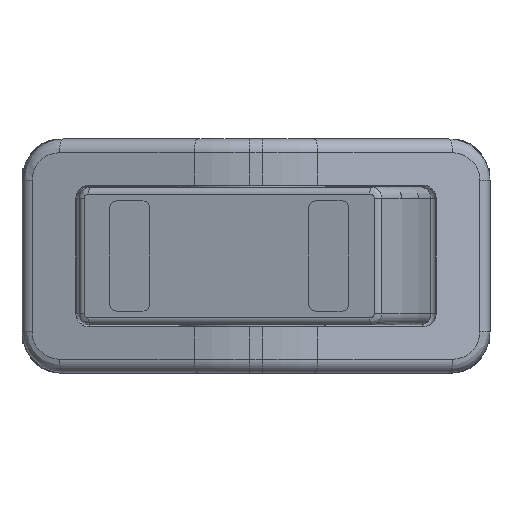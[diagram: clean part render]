
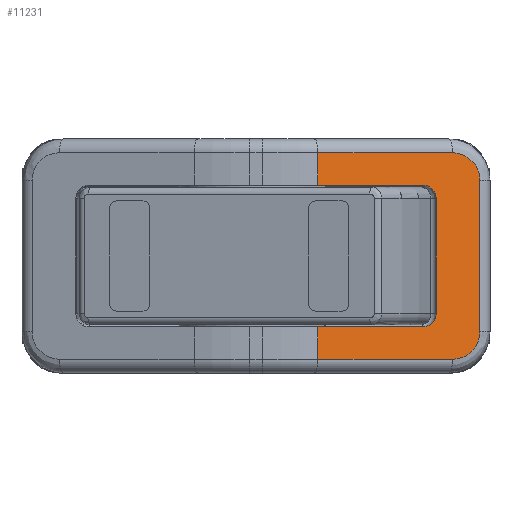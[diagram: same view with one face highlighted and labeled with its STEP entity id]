
A CAD part, front view. The second image highlights one B-rep face of the part: STEP entity #11231.
In plain terms, the highlighted planar face has unit normal (0.268, -0.963, 0).
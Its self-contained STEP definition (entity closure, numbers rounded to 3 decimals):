
#66=ELLIPSE('',#11965,2.076,2.);
#69=ELLIPSE('',#11972,2.076,2.);
#74=ELLIPSE('',#12012,1.038,1.);
#75=ELLIPSE('',#12013,1.038,1.);
#805=FACE_OUTER_BOUND('',#1422,.T.);
#1422=EDGE_LOOP('',(#8834,#8835,#8836,#8837,#8838,#8839,#8840,#8841,#8842,
#8843,#8844,#8845));
#1970=LINE('',#16049,#3322);
#1984=LINE('',#16091,#3336);
#2468=LINE('',#17241,#3820);
#2470=LINE('',#17277,#3822);
#2482=LINE('',#17394,#3834);
#2486=LINE('',#17401,#3838);
#2487=LINE('',#17403,#3839);
#2488=LINE('',#17407,#3840);
#3322=VECTOR('',#12948,10.);
#3336=VECTOR('',#12980,10.);
#3820=VECTOR('',#13926,10.);
#3822=VECTOR('',#13938,10.);
#3834=VECTOR('',#14016,10.);
#3838=VECTOR('',#14026,10.);
#3839=VECTOR('',#14029,10.);
#3840=VECTOR('',#14032,10.);
#4679=VERTEX_POINT('',#16046);
#4680=VERTEX_POINT('',#16048);
#4698=VERTEX_POINT('',#16088);
#4699=VERTEX_POINT('',#16090);
#5047=VERTEX_POINT('',#17229);
#5048=VERTEX_POINT('',#17231);
#5050=VERTEX_POINT('',#17237);
#5052=VERTEX_POINT('',#17267);
#5054=VERTEX_POINT('',#17273);
#5076=VERTEX_POINT('',#17387);
#5078=VERTEX_POINT('',#17404);
#5079=VERTEX_POINT('',#17406);
#5838=EDGE_CURVE('',#4680,#4679,#1970,.T.);
#5859=EDGE_CURVE('',#4699,#4698,#1984,.T.);
#6392=EDGE_CURVE('',#5047,#5048,#66,.T.);
#6397=EDGE_CURVE('',#5048,#5050,#2468,.T.);
#6400=EDGE_CURVE('',#5050,#5052,#69,.T.);
#6403=EDGE_CURVE('',#5052,#5054,#2470,.T.);
#6438=EDGE_CURVE('',#5076,#5047,#2482,.T.);
#6442=EDGE_CURVE('',#4698,#5054,#2486,.T.);
#6443=EDGE_CURVE('',#5076,#4680,#2487,.T.);
#6444=EDGE_CURVE('',#4679,#5078,#74,.T.);
#6445=EDGE_CURVE('',#5078,#5079,#2488,.T.);
#6446=EDGE_CURVE('',#5079,#4699,#75,.T.);
#8834=ORIENTED_EDGE('',*,*,#6403,.F.);
#8835=ORIENTED_EDGE('',*,*,#6400,.F.);
#8836=ORIENTED_EDGE('',*,*,#6397,.F.);
#8837=ORIENTED_EDGE('',*,*,#6392,.F.);
#8838=ORIENTED_EDGE('',*,*,#6438,.F.);
#8839=ORIENTED_EDGE('',*,*,#6443,.T.);
#8840=ORIENTED_EDGE('',*,*,#5838,.T.);
#8841=ORIENTED_EDGE('',*,*,#6444,.T.);
#8842=ORIENTED_EDGE('',*,*,#6445,.T.);
#8843=ORIENTED_EDGE('',*,*,#6446,.T.);
#8844=ORIENTED_EDGE('',*,*,#5859,.T.);
#8845=ORIENTED_EDGE('',*,*,#6442,.T.);
#10698=PLANE('',#12011);
#11231=ADVANCED_FACE('',(#805),#10698,.F.);
#11965=AXIS2_PLACEMENT_3D('',#17232,#13915,#13916);
#11972=AXIS2_PLACEMENT_3D('',#17271,#13931,#13932);
#12011=AXIS2_PLACEMENT_3D('',#17402,#14027,#14028);
#12012=AXIS2_PLACEMENT_3D('',#17405,#14030,#14031);
#12013=AXIS2_PLACEMENT_3D('',#17408,#14033,#14034);
#12948=DIRECTION('',(0.963,0.268,0.));
#12980=DIRECTION('',(-0.963,-0.268,0.));
#13915=DIRECTION('center_axis',(-0.268,0.963,0.));
#13916=DIRECTION('ref_axis',(0.963,0.268,0.));
#13926=DIRECTION('',(0.,0.,-1.));
#13931=DIRECTION('center_axis',(-0.268,0.963,0.));
#13932=DIRECTION('ref_axis',(0.963,0.268,0.));
#13938=DIRECTION('',(-0.963,-0.268,0.));
#14016=DIRECTION('',(0.963,0.268,0.));
#14026=DIRECTION('',(0.,0.,-1.));
#14027=DIRECTION('center_axis',(-0.268,0.963,0.));
#14028=DIRECTION('ref_axis',(0.963,0.268,0.));
#14029=DIRECTION('',(0.,0.,-1.));
#14030=DIRECTION('center_axis',(-0.268,0.963,0.));
#14031=DIRECTION('ref_axis',(0.963,0.268,0.));
#14032=DIRECTION('',(0.,0.,-1.));
#14033=DIRECTION('center_axis',(-0.268,0.963,0.));
#14034=DIRECTION('ref_axis',(-0.963,-0.268,0.));
#16046=CARTESIAN_POINT('',(12.1,-25.831,5.15));
#16048=CARTESIAN_POINT('',(4.494,-27.95,5.15));
#16049=CARTESIAN_POINT('',(-3.277,-30.114,5.15));
#16088=CARTESIAN_POINT('',(4.494,-27.95,-5.15));
#16090=CARTESIAN_POINT('',(12.1,-25.831,-5.15));
#16091=CARTESIAN_POINT('',(7.952,-26.987,-5.15));
#17229=CARTESIAN_POINT('',(14.268,-25.227,7.5));
#17231=CARTESIAN_POINT('',(16.268,-24.67,5.5));
#17232=CARTESIAN_POINT('Origin',(14.268,-25.227,5.5));
#17237=CARTESIAN_POINT('',(16.268,-24.67,-5.5));
#17241=CARTESIAN_POINT('',(16.268,-24.67,1.5));
#17267=CARTESIAN_POINT('',(14.268,-25.227,-7.5));
#17271=CARTESIAN_POINT('Origin',(14.268,-25.227,-5.5));
#17273=CARTESIAN_POINT('',(4.494,-27.95,-7.5));
#17277=CARTESIAN_POINT('',(-3.383,-30.144,-7.5));
#17387=CARTESIAN_POINT('',(4.494,-27.95,7.5));
#17394=CARTESIAN_POINT('',(9.609,-26.525,7.5));
#17401=CARTESIAN_POINT('',(4.494,-27.95,8.5));
#17402=CARTESIAN_POINT('Origin',(4.494,-27.95,8.5));
#17403=CARTESIAN_POINT('',(4.494,-27.95,8.5));
#17404=CARTESIAN_POINT('',(13.1,-25.553,4.15));
#17405=CARTESIAN_POINT('Origin',(12.1,-25.831,4.15));
#17406=CARTESIAN_POINT('',(13.1,-25.553,-4.15));
#17407=CARTESIAN_POINT('',(13.1,-25.553,6.325));
#17408=CARTESIAN_POINT('Origin',(12.1,-25.831,-4.15));
